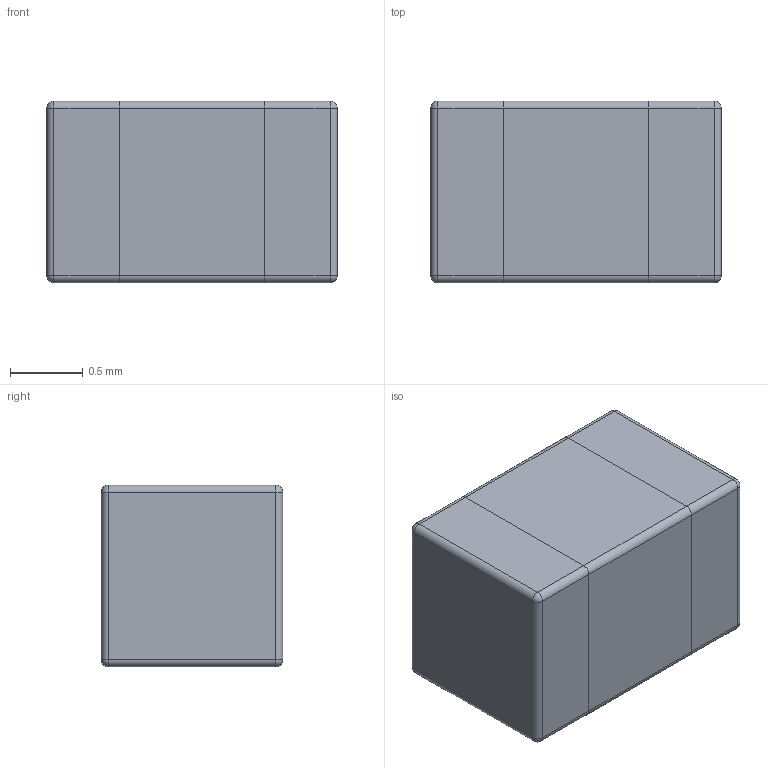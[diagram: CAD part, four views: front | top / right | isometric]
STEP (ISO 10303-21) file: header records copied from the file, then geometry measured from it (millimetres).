
FILE_DESCRIPTION (( 'STEP AP214' ), '1' );
FILE_NAME ('AIML-0805.STEP', '2013-09-10T07:16:43', ( '' ), ( '' ), 'SwSTEP 2.0', 'SolidWorks 2012', '' );
FILE_SCHEMA (( 'AUTOMOTIVE_DESIGN' ));
Length unit declared in the file: millimetre
Products named in the file (1): AIML-0805
Bounding box: 2 x 1.25 x 1.25 mm (x, y, z)
Volume: 3.1 mm3; surface area: 12.7 mm2
Topology: 1 solids, 1 shells, 143 faces, 349 edges, 214 vertices
Faces by surface type: plane 72, bspline 43, cylinder 20, sphere 8
Entity records: 7042 total; most frequent: CARTESIAN_POINT 3838, ORIENTED_EDGE 682, DIRECTION 489, EDGE_CURVE 341, VECTOR 223, LINE 223, VERTEX_POINT 214, EDGE_LOOP 157
